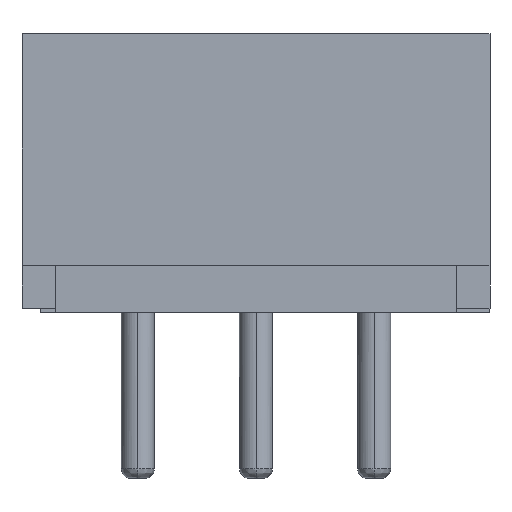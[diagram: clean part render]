
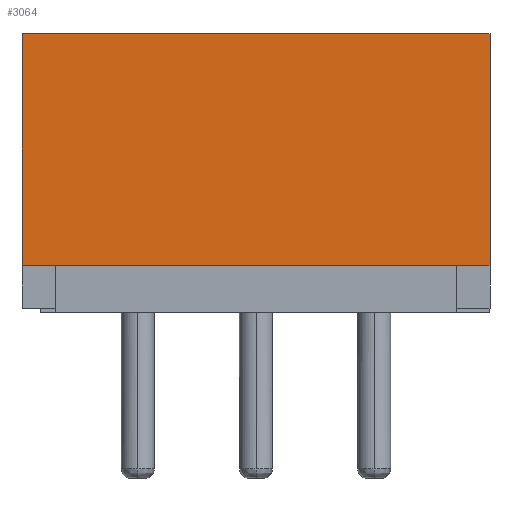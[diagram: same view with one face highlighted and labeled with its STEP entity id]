
A CAD part, top view. The second image highlights one B-rep face of the part: STEP entity #3064.
In plain terms, the highlighted planar face has unit normal (0, 0, 1).
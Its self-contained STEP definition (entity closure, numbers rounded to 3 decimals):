
#3051=AXIS2_PLACEMENT_3D('Plane Axis2P3D',#3048,#3049,#3050) ;
#1854=CARTESIAN_POINT('Vertex',(4.95,-1.95,2.47)) ;
#1857=CARTESIAN_POINT('Line Origine',(0.,-1.95,2.47)) ;
#1861=CARTESIAN_POINT('Vertex',(-4.95,-1.95,2.47)) ;
#2258=CARTESIAN_POINT('Vertex',(-4.95,2.95,2.47)) ;
#2261=CARTESIAN_POINT('Line Origine',(0.,2.95,2.47)) ;
#2265=CARTESIAN_POINT('Vertex',(4.95,2.95,2.47)) ;
#3028=CARTESIAN_POINT('Line Origine',(4.95,0.5,2.47)) ;
#3048=CARTESIAN_POINT('Axis2P3D Location',(-4.95,-2.95,2.47)) ;
#3053=CARTESIAN_POINT('Line Origine',(-4.95,0.5,2.47)) ;
#1858=DIRECTION('Vector Direction',(1.,0.,0.)) ;
#2262=DIRECTION('Vector Direction',(1.,0.,0.)) ;
#3029=DIRECTION('Vector Direction',(0.,1.,0.)) ;
#3049=DIRECTION('Axis2P3D Direction',(0.,0.,1.)) ;
#3050=DIRECTION('Axis2P3D XDirection',(1.,0.,0.)) ;
#3054=DIRECTION('Vector Direction',(0.,1.,0.)) ;
#1859=VECTOR('Line Direction',#1858,1.) ;
#2263=VECTOR('Line Direction',#2262,1.) ;
#3030=VECTOR('Line Direction',#3029,1.) ;
#3055=VECTOR('Line Direction',#3054,1.) ;
#3059=ORIENTED_EDGE('',*,*,#3032,.T.) ;
#3060=ORIENTED_EDGE('',*,*,#2267,.F.) ;
#3061=ORIENTED_EDGE('',*,*,#3057,.F.) ;
#3062=ORIENTED_EDGE('',*,*,#1863,.T.) ;
#3064=ADVANCED_FACE('',(#3063),#3052,.T.) ;
#1863=EDGE_CURVE('',#1862,#1855,#1860,.T.) ;
#2267=EDGE_CURVE('',#2259,#2266,#2264,.T.) ;
#3032=EDGE_CURVE('',#1855,#2266,#3031,.T.) ;
#3057=EDGE_CURVE('',#1862,#2259,#3056,.T.) ;
#3058=EDGE_LOOP('',(#3059,#3060,#3061,#3062)) ;
#3063=FACE_OUTER_BOUND('',#3058,.T.) ;
#1860=LINE('Line',#1857,#1859) ;
#2264=LINE('Line',#2261,#2263) ;
#3031=LINE('Line',#3028,#3030) ;
#3056=LINE('Line',#3053,#3055) ;
#3052=PLANE('Plane',#3051) ;
#1855=VERTEX_POINT('',#1854) ;
#1862=VERTEX_POINT('',#1861) ;
#2259=VERTEX_POINT('',#2258) ;
#2266=VERTEX_POINT('',#2265) ;
